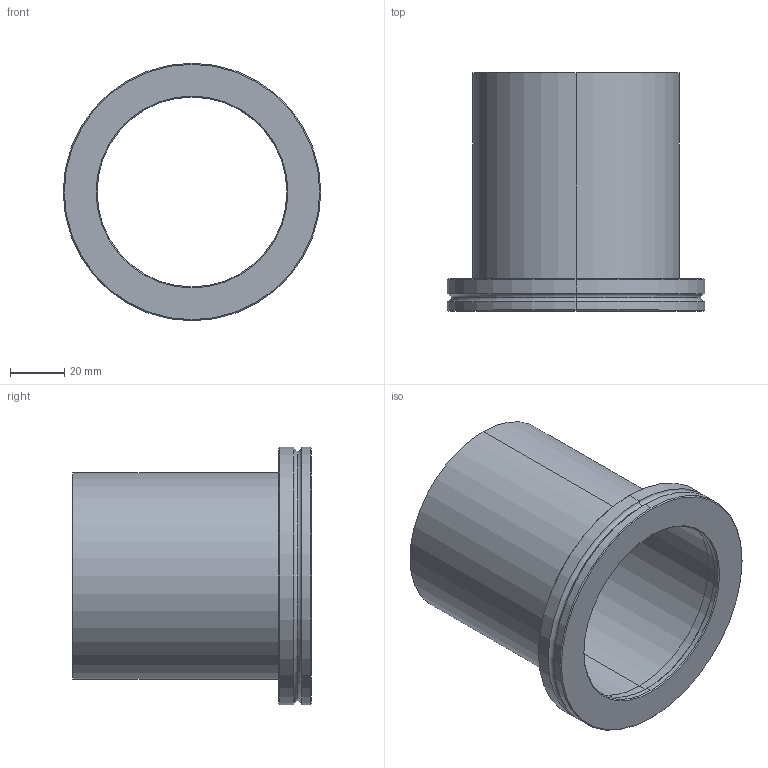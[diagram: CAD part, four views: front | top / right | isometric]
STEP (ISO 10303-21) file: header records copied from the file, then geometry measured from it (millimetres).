
FILE_DESCRIPTION (( 'STEP AP214' ), '1' );
FILE_NAME ('ISO63-H.STEP', '2009-06-03T10:58:36', ( 'Hositrad' ), ( '' ), 'SwSTEP 2.0', 'SolidWorks 2009', '' );
FILE_SCHEMA (( 'AUTOMOTIVE_DESIGN' ));
Length unit declared in the file: millimetre
Products named in the file (3): ISO63-H; Tube76.2-88; ISO63
Assembly tree (2 placements, depth 2):
  ISO63-H
    ISO63
    Tube76.2-88
Bounding box: 95 x 88 x 95 mm (x, y, z)
Volume: 68017.2 mm3; surface area: 52891.7 mm2
Topology: 2 solids, 2 shells, 44 faces, 88 edges, 52 vertices
Faces by surface type: cylinder 18, cone 14, plane 8, torus 4
Entity records: 1266 total; most frequent: DIRECTION 242, CARTESIAN_POINT 189, ORIENTED_EDGE 176, AXIS2_PLACEMENT_3D 105, EDGE_CURVE 88, CIRCLE 56, EDGE_LOOP 52, VERTEX_POINT 52
